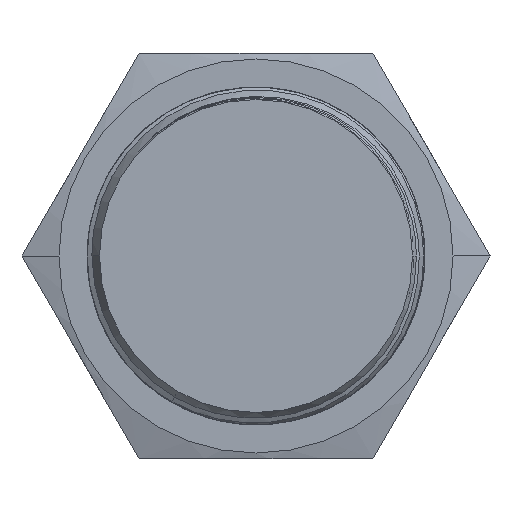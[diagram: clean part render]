
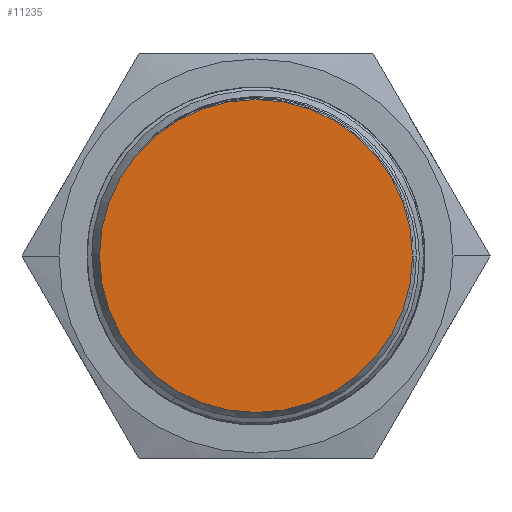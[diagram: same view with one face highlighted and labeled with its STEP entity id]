
A CAD part, front view. The second image highlights one B-rep face of the part: STEP entity #11235.
In plain terms, the highlighted planar face has unit normal (0, -1, 0).
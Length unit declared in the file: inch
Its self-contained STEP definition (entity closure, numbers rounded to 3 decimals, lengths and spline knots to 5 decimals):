
#4164=CARTESIAN_POINT('',(0.,-2.08661,0.));
#4165=DIRECTION('',(0.,1.,0.));
#4166=DIRECTION('',(-1.,0.,0.));
#4167=AXIS2_PLACEMENT_3D('',#4164,#4165,#4166);
#4172=CARTESIAN_POINT('',(0.,-2.08661,0.));
#4173=DIRECTION('',(0.,1.,0.));
#4174=DIRECTION('',(1.,0.,0.));
#4175=AXIS2_PLACEMENT_3D('',#4172,#4173,#4174);
#5693=CARTESIAN_POINT('',(-0.54724,-2.08661,0.));
#5694=VERTEX_POINT('',#5693);
#5695=CARTESIAN_POINT('',(0.54724,-2.08661,0.));
#5696=VERTEX_POINT('',#5695);
#11226=CARTESIAN_POINT('',(0.,-2.08661,0.));
#11227=DIRECTION('',(0.,-1.,0.));
#11228=DIRECTION('',(-1.,0.,0.));
#11229=AXIS2_PLACEMENT_3D('',#11226,#11227,#11228);
#11230=PLANE('',#11229);
#11231=ORIENTED_EDGE('',*,*,#11221,.T.);
#11232=ORIENTED_EDGE('',*,*,#11205,.T.);
#11233=EDGE_LOOP('',(#11231,#11232));
#11234=FACE_OUTER_BOUND('',#11233,.F.);
#11235=ADVANCED_FACE('',(#11234),#11230,.T.);
#4168=CIRCLE('',#4167,0.54724);
#4176=CIRCLE('',#4175,0.54724);
#11205=EDGE_CURVE('',#5696,#5694,#4176,.T.);
#11221=EDGE_CURVE('',#5694,#5696,#4168,.T.);
